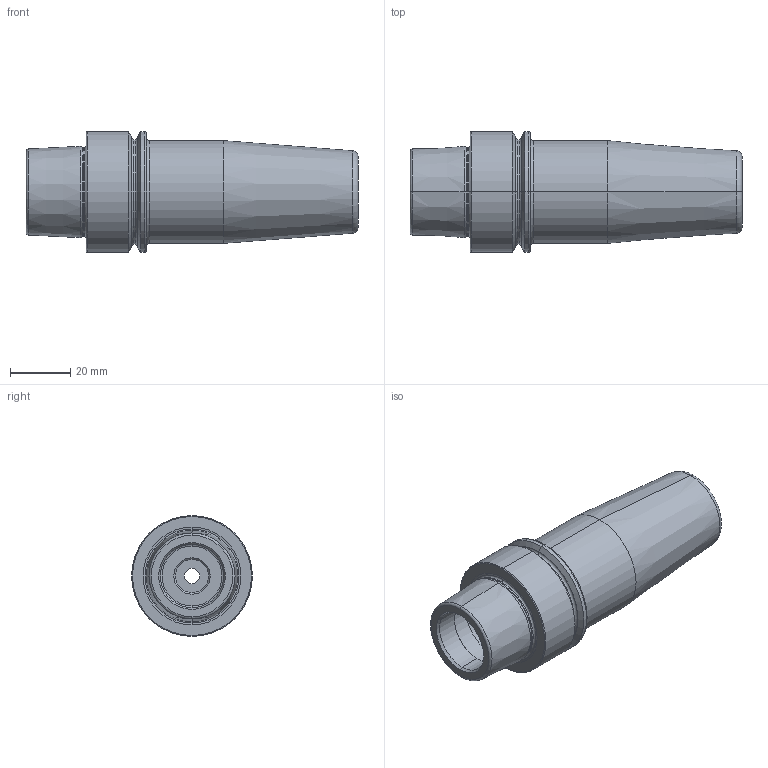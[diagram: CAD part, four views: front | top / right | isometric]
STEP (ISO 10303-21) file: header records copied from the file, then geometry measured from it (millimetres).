
FILE_DESCRIPTION (( 'STEP AP214' ), '1' );
FILE_NAME ('HE4.S14.K01.090.STEP', '2014-10-27T08:16:51', ( 'baer' ), ( 'Hewlett-Packard Company' ), 'SwSTEP 2.0', 'SolidWorks 2012', '' );
FILE_SCHEMA (( 'AUTOMOTIVE_DESIGN' ));
Length unit declared in the file: millimetre
Products named in the file (3): ERU-AN4.K01.020_A; HE4-S14.K01.090_B_Fertigbearbeitung; HE4.S14.K01.090
Assembly tree (2 placements, depth 2):
  HE4.S14.K01.090
    HE4-S14.K01.090_B_Fertigbearbeitung
    ERU-AN4.K01.020_A
Bounding box: 109.9 x 40 x 40 mm (x, y, z)
Volume: 73539 mm3; surface area: 19773.9 mm2
Topology: 2 solids, 2 shells, 137 faces, 292 edges, 166 vertices
Faces by surface type: plane 43, cylinder 34, torus 30, cone 30
Entity records: 4227 total; most frequent: DIRECTION 736, CARTESIAN_POINT 600, ORIENTED_EDGE 584, AXIS2_PLACEMENT_3D 302, EDGE_CURVE 292, VERTEX_POINT 166, CIRCLE 160, EDGE_LOOP 148
